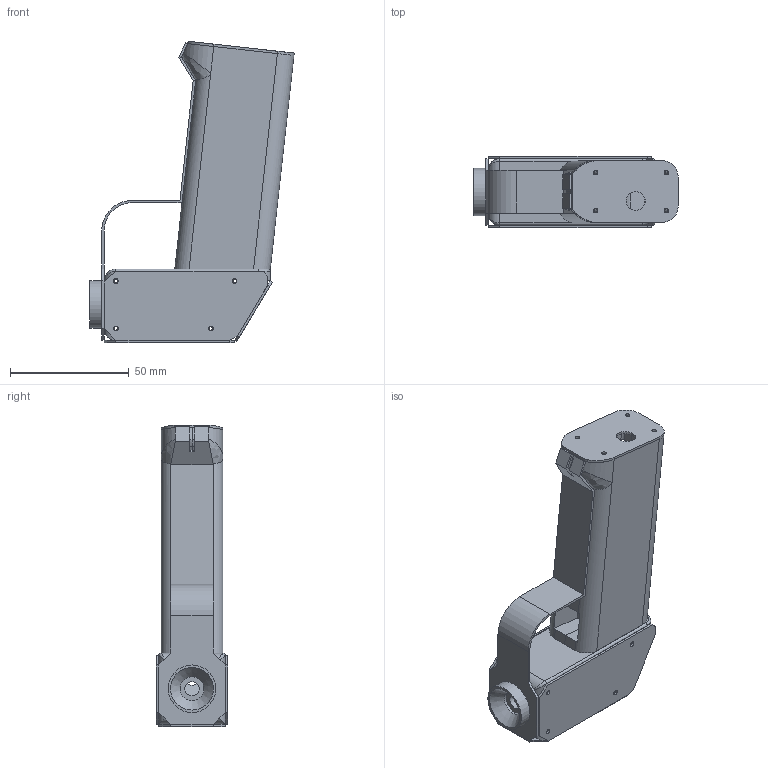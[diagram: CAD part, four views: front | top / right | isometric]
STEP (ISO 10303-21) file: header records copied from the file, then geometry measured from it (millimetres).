
FILE_DESCRIPTION(/* description */ (''),/* implementation_level */ '2;1');
FILE_NAME(/* name */ 'Presenter.step',/* time_stamp */ '2025-10-11T10:51:34+09:00',/* author */ (''),/* organization */ (''),/* preprocessor_version */ 'ST-DEVELOPER v20.1',/* originating_system */ 'Autodesk Translation Framework v14.17.0.0',/* authorisation */ '');
FILE_SCHEMA (('AUTOMOTIVE_DESIGN { 1 0 10303 214 3 1 1 }'));
Length unit declared in the file: millimetre
Products named in the file (1): 2025-09-21-14-23-24-086
Bounding box: 86.11 x 30 x 126.96 mm (x, y, z)
Volume: 78196.2 mm3; surface area: 54009 mm2
Topology: 13 solids, 13 shells, 373 faces, 1005 edges, 659 vertices
Faces by surface type: plane 239, cylinder 127, bspline 4, torus 2, cone 1
Full cylindrical faces by diameter (mm): 1.5 x28, 2 x22, 2.5 x1, 6 x5, 8 x1, 10 x1, 12 x2, 20 x1
Entity records: 12307 total; most frequent: CARTESIAN_POINT 2490, ORIENTED_EDGE 2006, DIRECTION 1990, EDGE_CURVE 1003, LINE 710, VECTOR 710, VERTEX_POINT 659, AXIS2_PLACEMENT_3D 640
